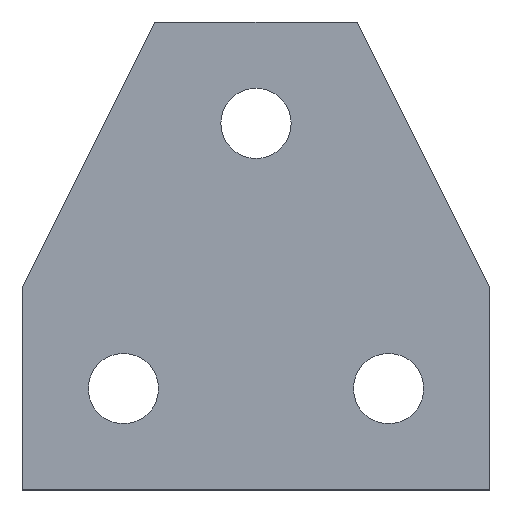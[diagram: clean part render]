
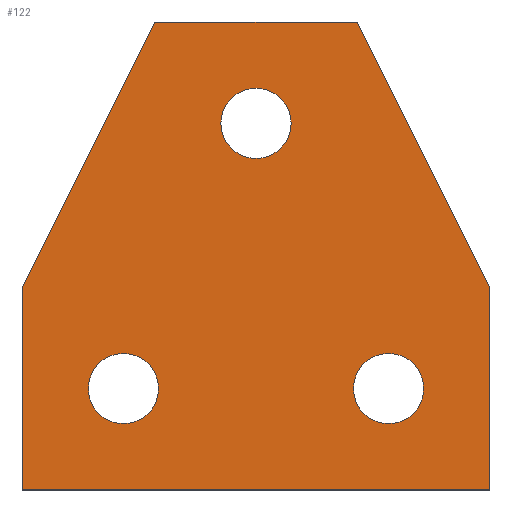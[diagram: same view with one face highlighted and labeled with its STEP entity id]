
A CAD part, top view. The second image highlights one B-rep face of the part: STEP entity #122.
In plain terms, the highlighted planar face has unit normal (0, 0, 1).
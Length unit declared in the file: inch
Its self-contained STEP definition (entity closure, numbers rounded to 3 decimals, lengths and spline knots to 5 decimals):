
#122=ADVANCED_FACE('',(#233,#234,#235,#236),#237,.T.);
#233=FACE_BOUND('',#483,.T.);
#234=FACE_BOUND('',#484,.T.);
#235=FACE_BOUND('',#485,.T.);
#236=FACE_OUTER_BOUND('',#486,.T.);
#237=PLANE('',#487);
#483=EDGE_LOOP('',(#644,#645,#646,#647));
#484=EDGE_LOOP('',(#648,#649,#650,#651));
#485=EDGE_LOOP('',(#652,#653,#654,#655));
#486=EDGE_LOOP('',(#656,#657,#658,#659,#660,#661));
#487=AXIS2_PLACEMENT_3D('',#662,#663,#664);
#644=ORIENTED_EDGE('',*,*,#783,.F.);
#645=ORIENTED_EDGE('',*,*,#747,.F.);
#646=ORIENTED_EDGE('',*,*,#760,.F.);
#647=ORIENTED_EDGE('',*,*,#742,.F.);
#648=ORIENTED_EDGE('',*,*,#771,.F.);
#649=ORIENTED_EDGE('',*,*,#738,.F.);
#650=ORIENTED_EDGE('',*,*,#733,.F.);
#651=ORIENTED_EDGE('',*,*,#780,.F.);
#652=ORIENTED_EDGE('',*,*,#752,.F.);
#653=ORIENTED_EDGE('',*,*,#728,.F.);
#654=ORIENTED_EDGE('',*,*,#756,.F.);
#655=ORIENTED_EDGE('',*,*,#768,.F.);
#656=ORIENTED_EDGE('',*,*,#784,.F.);
#657=ORIENTED_EDGE('',*,*,#785,.F.);
#658=ORIENTED_EDGE('',*,*,#786,.F.);
#659=ORIENTED_EDGE('',*,*,#763,.F.);
#660=ORIENTED_EDGE('',*,*,#787,.F.);
#661=ORIENTED_EDGE('',*,*,#775,.F.);
#662=CARTESIAN_POINT('',(0.93797,0.80421,0.125));
#663=DIRECTION('',(0.0,0.0,1.0));
#664=DIRECTION('',(1.0,0.0,0.0));
#728=EDGE_CURVE('',#803,#804,#805,.T.);
#733=EDGE_CURVE('',#812,#813,#814,.T.);
#738=EDGE_CURVE('',#813,#821,#822,.T.);
#742=EDGE_CURVE('',#827,#828,#829,.T.);
#747=EDGE_CURVE('',#836,#837,#838,.T.);
#752=EDGE_CURVE('',#804,#845,#846,.T.);
#756=EDGE_CURVE('',#851,#803,#852,.T.);
#760=EDGE_CURVE('',#828,#836,#857,.T.);
#763=EDGE_CURVE('',#860,#861,#862,.T.);
#768=EDGE_CURVE('',#845,#851,#869,.T.);
#771=EDGE_CURVE('',#821,#872,#873,.T.);
#775=EDGE_CURVE('',#878,#879,#880,.T.);
#780=EDGE_CURVE('',#872,#812,#887,.T.);
#783=EDGE_CURVE('',#837,#827,#890,.T.);
#784=EDGE_CURVE('',#891,#878,#892,.T.);
#785=EDGE_CURVE('',#893,#891,#894,.T.);
#786=EDGE_CURVE('',#861,#893,#895,.T.);
#787=EDGE_CURVE('',#879,#860,#896,.T.);
#803=VERTEX_POINT('',#914);
#804=VERTEX_POINT('',#915);
#805=B_SPLINE_CURVE_WITH_KNOTS('',3,(#916,#917,#918,#919),.UNSPECIFIED.,.F.,.F.,(4,4),(0.0,1.0),.UNSPECIFIED.);
#812=VERTEX_POINT('',#931);
#813=VERTEX_POINT('',#932);
#814=B_SPLINE_CURVE_WITH_KNOTS('',3,(#933,#934,#935,#936),.UNSPECIFIED.,.F.,.F.,(4,4),(0.0,1.0),.UNSPECIFIED.);
#821=VERTEX_POINT('',#948);
#822=B_SPLINE_CURVE_WITH_KNOTS('',3,(#949,#950,#951,#952),.UNSPECIFIED.,.F.,.F.,(4,4),(0.0,1.0),.UNSPECIFIED.);
#827=VERTEX_POINT('',#961);
#828=VERTEX_POINT('',#962);
#829=B_SPLINE_CURVE_WITH_KNOTS('',3,(#963,#964,#965,#966),.UNSPECIFIED.,.F.,.F.,(4,4),(0.0,1.0),.UNSPECIFIED.);
#836=VERTEX_POINT('',#978);
#837=VERTEX_POINT('',#979);
#838=B_SPLINE_CURVE_WITH_KNOTS('',3,(#980,#981,#982,#983),.UNSPECIFIED.,.F.,.F.,(4,4),(0.0,1.0),.UNSPECIFIED.);
#845=VERTEX_POINT('',#995);
#846=B_SPLINE_CURVE_WITH_KNOTS('',3,(#996,#997,#998,#999),.UNSPECIFIED.,.F.,.F.,(4,4),(0.0,1.0),.UNSPECIFIED.);
#851=VERTEX_POINT('',#1008);
#852=B_SPLINE_CURVE_WITH_KNOTS('',3,(#1009,#1010,#1011,#1012),.UNSPECIFIED.,.F.,.F.,(4,4),(0.0,1.0),.UNSPECIFIED.);
#857=B_SPLINE_CURVE_WITH_KNOTS('',3,(#1021,#1022,#1023,#1024),.UNSPECIFIED.,.F.,.F.,(4,4),(0.0,1.0),.UNSPECIFIED.);
#860=VERTEX_POINT('',#1030);
#861=VERTEX_POINT('',#1031);
#862=LINE('',#1032,#1033);
#869=B_SPLINE_CURVE_WITH_KNOTS('',3,(#1043,#1044,#1045,#1046),.UNSPECIFIED.,.F.,.F.,(4,4),(0.0,1.0),.UNSPECIFIED.);
#872=VERTEX_POINT('',#1052);
#873=B_SPLINE_CURVE_WITH_KNOTS('',3,(#1053,#1054,#1055,#1056),.UNSPECIFIED.,.F.,.F.,(4,4),(0.0,1.0),.UNSPECIFIED.);
#878=VERTEX_POINT('',#1065);
#879=VERTEX_POINT('',#1066);
#880=LINE('',#1067,#1068);
#887=B_SPLINE_CURVE_WITH_KNOTS('',3,(#1078,#1079,#1080,#1081),.UNSPECIFIED.,.F.,.F.,(4,4),(0.0,1.0),.UNSPECIFIED.);
#890=B_SPLINE_CURVE_WITH_KNOTS('',3,(#1087,#1088,#1089,#1090),.UNSPECIFIED.,.F.,.F.,(4,4),(0.0,1.0),.UNSPECIFIED.);
#891=VERTEX_POINT('',#1091);
#892=LINE('',#1092,#1093);
#893=VERTEX_POINT('',#1094);
#894=LINE('',#1095,#1096);
#895=LINE('',#1097,#1098);
#896=LINE('',#1099,#1100);
#914=CARTESIAN_POINT('',(0.93796,1.3288,0.125));
#915=CARTESIAN_POINT('',(1.07867,1.46949,0.125));
#916=CARTESIAN_POINT('',(0.93796,1.3288,0.125));
#917=CARTESIAN_POINT('',(1.01568,1.3288,0.125));
#918=CARTESIAN_POINT('',(1.07867,1.39178,0.125));
#919=CARTESIAN_POINT('',(1.07867,1.46949,0.125));
#931=CARTESIAN_POINT('',(0.26575,0.40647,0.125));
#932=CARTESIAN_POINT('',(0.40645,0.26576,0.125));
#933=CARTESIAN_POINT('',(0.26575,0.40647,0.125));
#934=CARTESIAN_POINT('',(0.26575,0.32875,0.125));
#935=CARTESIAN_POINT('',(0.32875,0.26576,0.125));
#936=CARTESIAN_POINT('',(0.40645,0.26576,0.125));
#948=CARTESIAN_POINT('',(0.54715,0.40647,0.125));
#949=CARTESIAN_POINT('',(0.40645,0.26576,0.125));
#950=CARTESIAN_POINT('',(0.48416,0.26576,0.125));
#951=CARTESIAN_POINT('',(0.54715,0.32875,0.125));
#952=CARTESIAN_POINT('',(0.54715,0.40647,0.125));
#961=CARTESIAN_POINT('',(1.46948,0.54715,0.125));
#962=CARTESIAN_POINT('',(1.32879,0.40647,0.125));
#963=CARTESIAN_POINT('',(1.46948,0.54715,0.125));
#964=CARTESIAN_POINT('',(1.39178,0.54715,0.125));
#965=CARTESIAN_POINT('',(1.32879,0.48416,0.125));
#966=CARTESIAN_POINT('',(1.32879,0.40647,0.125));
#978=CARTESIAN_POINT('',(1.46948,0.26576,0.125));
#979=CARTESIAN_POINT('',(1.61018,0.40647,0.125));
#980=CARTESIAN_POINT('',(1.46948,0.26576,0.125));
#981=CARTESIAN_POINT('',(1.54719,0.26576,0.125));
#982=CARTESIAN_POINT('',(1.61018,0.32875,0.125));
#983=CARTESIAN_POINT('',(1.61018,0.40647,0.125));
#995=CARTESIAN_POINT('',(0.93796,1.61019,0.125));
#996=CARTESIAN_POINT('',(1.07867,1.46949,0.125));
#997=CARTESIAN_POINT('',(1.07867,1.54719,0.125));
#998=CARTESIAN_POINT('',(1.01568,1.61019,0.125));
#999=CARTESIAN_POINT('',(0.93796,1.61019,0.125));
#1008=CARTESIAN_POINT('',(0.79728,1.46949,0.125));
#1009=CARTESIAN_POINT('',(0.79728,1.46949,0.125));
#1010=CARTESIAN_POINT('',(0.79728,1.39178,0.125));
#1011=CARTESIAN_POINT('',(0.86026,1.3288,0.125));
#1012=CARTESIAN_POINT('',(0.93796,1.3288,0.125));
#1021=CARTESIAN_POINT('',(1.32879,0.40647,0.125));
#1022=CARTESIAN_POINT('',(1.32879,0.32875,0.125));
#1023=CARTESIAN_POINT('',(1.39178,0.26576,0.125));
#1024=CARTESIAN_POINT('',(1.46948,0.26576,0.125));
#1030=CARTESIAN_POINT('',(1.34443,1.87594,0.125));
#1031=CARTESIAN_POINT('',(1.87594,0.81291,0.125));
#1032=CARTESIAN_POINT('',(1.34443,1.87594,0.125));
#1033=VECTOR('',#1137,1.0);
#1043=CARTESIAN_POINT('',(0.93796,1.61019,0.125));
#1044=CARTESIAN_POINT('',(0.86026,1.61019,0.125));
#1045=CARTESIAN_POINT('',(0.79728,1.54719,0.125));
#1046=CARTESIAN_POINT('',(0.79728,1.46949,0.125));
#1052=CARTESIAN_POINT('',(0.40645,0.54715,0.125));
#1053=CARTESIAN_POINT('',(0.54715,0.40647,0.125));
#1054=CARTESIAN_POINT('',(0.54715,0.48416,0.125));
#1055=CARTESIAN_POINT('',(0.48416,0.54715,0.125));
#1056=CARTESIAN_POINT('',(0.40645,0.54715,0.125));
#1065=CARTESIAN_POINT('',(0.0,0.81291,0.125));
#1066=CARTESIAN_POINT('',(0.53152,1.87594,0.125));
#1067=CARTESIAN_POINT('',(0.0,0.81291,0.125));
#1068=VECTOR('',#1142,1.0);
#1078=CARTESIAN_POINT('',(0.40645,0.54715,0.125));
#1079=CARTESIAN_POINT('',(0.32875,0.54715,0.125));
#1080=CARTESIAN_POINT('',(0.26575,0.48416,0.125));
#1081=CARTESIAN_POINT('',(0.26575,0.40647,0.125));
#1087=CARTESIAN_POINT('',(1.61018,0.40647,0.125));
#1088=CARTESIAN_POINT('',(1.61018,0.48416,0.125));
#1089=CARTESIAN_POINT('',(1.54719,0.54715,0.125));
#1090=CARTESIAN_POINT('',(1.46948,0.54715,0.125));
#1091=CARTESIAN_POINT('',(0.0,0.,0.125));
#1092=CARTESIAN_POINT('',(0.0,0.,0.125));
#1093=VECTOR('',#1146,1.0);
#1094=CARTESIAN_POINT('',(1.87594,0.,0.125));
#1095=CARTESIAN_POINT('',(1.87594,0.,0.125));
#1096=VECTOR('',#1147,1.0);
#1097=CARTESIAN_POINT('',(1.87594,0.81291,0.125));
#1098=VECTOR('',#1148,1.0);
#1099=CARTESIAN_POINT('',(0.53152,1.87594,0.125));
#1100=VECTOR('',#1149,1.0);
#1137=DIRECTION('',(0.447,-0.894,0.0));
#1142=DIRECTION('',(0.447,0.894,0.0));
#1146=DIRECTION('',(0.0,1.0,0.0));
#1147=DIRECTION('',(-1.0,0.0,0.0));
#1148=DIRECTION('',(0.0,-1.0,0.0));
#1149=DIRECTION('',(1.0,0.0,0.0));
